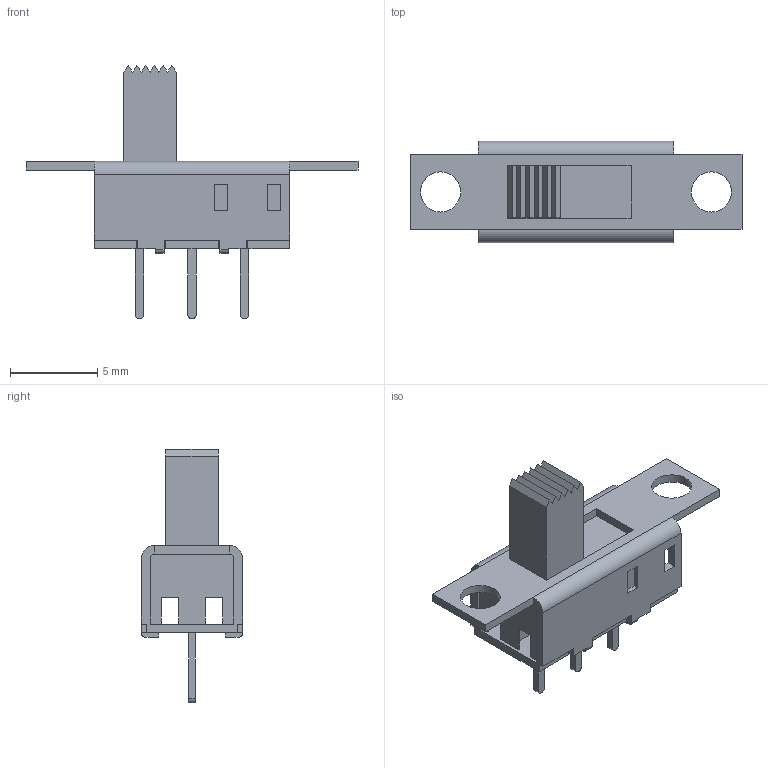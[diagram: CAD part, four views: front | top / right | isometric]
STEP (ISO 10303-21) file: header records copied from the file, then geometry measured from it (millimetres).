
FILE_DESCRIPTION((' '),'2;1');
FILE_NAME('EG1201A.stp','2017-08-01T07:41:02',(' '),(' '),' ','ACIS',' ');
FILE_SCHEMA(('CONFIG_CONTROL_DESIGN'));
Length unit declared in the file: inch
Products named in the file (1): EG1201A.stp
Bounding box: 19 x 5.8 x 14.5 mm (x, y, z)
Volume: 224.5 mm3; surface area: 697 mm2
Topology: 1 solids, 1 shells, 149 faces, 422 edges, 278 vertices
Faces by surface type: plane 133, cylinder 16
Full cylindrical faces by diameter (mm): 2.1 x1, 2.3 x2
Entity records: 4862 total; most frequent: CARTESIAN_POINT 847, ORIENTED_EDGE 838, DIRECTION 751, EDGE_CURVE 419, VECTOR 387, LINE 387, VERTEX_POINT 278, AXIS2_PLACEMENT_3D 182
